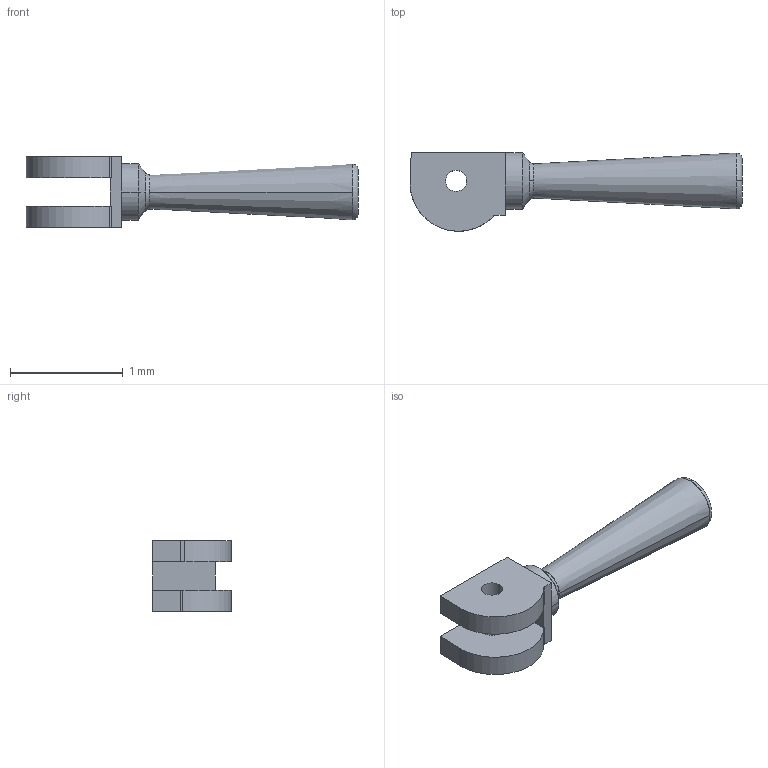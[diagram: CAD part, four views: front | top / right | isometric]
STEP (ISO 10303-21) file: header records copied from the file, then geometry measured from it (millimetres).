
FILE_DESCRIPTION(('produced by SPATIAL CORP'),'2;1');
FILE_NAME( 'DoubleCam1.hh.sat.stp','2002-04-19T11:16:27+00:00',('SPATIAL CORP'),('SPATIAL CORP' ),'ACIS STEP Husk','http://www.spatial.com','SPATIAL CORP');
FILE_SCHEMA(('CONFIG_CONTROL_DESIGN'));
Length unit declared in the file: millimetre
Products named in the file (1): PRODUCT_ID_1
Bounding box: 2.94 x 0.7 x 0.62 mm (x, y, z)
Volume: 0.5 mm3; surface area: 6.2 mm2
Topology: 1 solids, 1 shells, 35 faces, 92 edges, 59 vertices
Faces by surface type: plane 12, cylinder 11, torus 8, cone 4
Entity records: 1001 total; most frequent: ORIENTED_EDGE 184, CARTESIAN_POINT 148, DIRECTION 135, EDGE_CURVE 92, VERTEX_POINT 59, AXIS2_PLACEMENT_3D 46, VECTOR 43, LINE 43
